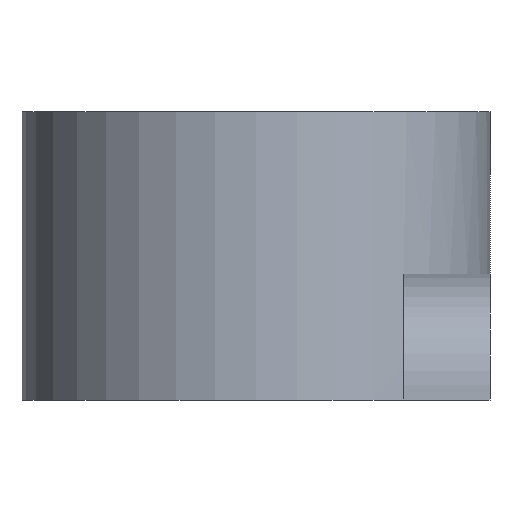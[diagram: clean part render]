
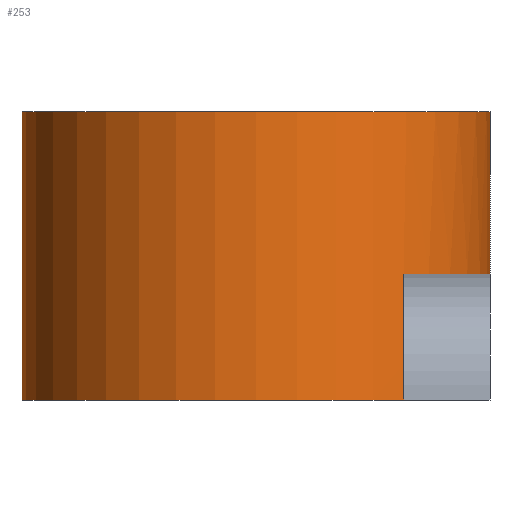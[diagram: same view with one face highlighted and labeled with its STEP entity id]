
A CAD part, front view. The second image highlights one B-rep face of the part: STEP entity #253.
In plain terms, the highlighted cylindrical face has radius 65 mm (diameter 130 mm), a full revolution.
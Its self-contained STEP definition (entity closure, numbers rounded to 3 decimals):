
#15=FACE_BOUND('',#58,.T.);
#17=CYLINDRICAL_SURFACE('',#288,65.);
#18=CIRCLE('',#285,65.);
#19=CIRCLE('',#287,65.);
#20=CIRCLE('',#289,65.);
#21=CIRCLE('',#290,65.);
#22=CIRCLE('',#291,65.);
#23=CIRCLE('',#292,65.);
#42=FACE_OUTER_BOUND('',#57,.T.);
#57=EDGE_LOOP('',(#211,#212,#213,#214,#215,#216));
#58=EDGE_LOOP('',(#217,#218,#219,#220));
#78=LINE('',#521,#101);
#83=LINE('',#530,#106);
#84=LINE('',#541,#107);
#101=VECTOR('',#325,10.);
#106=VECTOR('',#334,10.);
#107=VECTOR('',#349,65.);
#117=VERTEX_POINT('',#393);
#121=VERTEX_POINT('',#479);
#124=VERTEX_POINT('',#526);
#125=VERTEX_POINT('',#528);
#126=VERTEX_POINT('',#536);
#127=VERTEX_POINT('',#537);
#128=VERTEX_POINT('',#540);
#129=VERTEX_POINT('',#542);
#150=EDGE_CURVE('',#121,#117,#78,.T.);
#155=EDGE_CURVE('',#125,#124,#83,.T.);
#156=EDGE_CURVE('',#125,#121,#18,.T.);
#157=EDGE_CURVE('',#117,#124,#19,.T.);
#158=EDGE_CURVE('',#126,#127,#20,.T.);
#159=EDGE_CURVE('',#127,#126,#21,.T.);
#160=EDGE_CURVE('',#127,#128,#84,.T.);
#161=EDGE_CURVE('',#128,#129,#22,.T.);
#162=EDGE_CURVE('',#129,#128,#23,.T.);
#211=ORIENTED_EDGE('',*,*,#158,.F.);
#212=ORIENTED_EDGE('',*,*,#159,.F.);
#213=ORIENTED_EDGE('',*,*,#160,.T.);
#214=ORIENTED_EDGE('',*,*,#161,.T.);
#215=ORIENTED_EDGE('',*,*,#162,.T.);
#216=ORIENTED_EDGE('',*,*,#160,.F.);
#217=ORIENTED_EDGE('',*,*,#150,.T.);
#218=ORIENTED_EDGE('',*,*,#157,.T.);
#219=ORIENTED_EDGE('',*,*,#155,.F.);
#220=ORIENTED_EDGE('',*,*,#156,.T.);
#253=ADVANCED_FACE('',(#42,#15),#17,.T.);
#285=AXIS2_PLACEMENT_3D('',#532,#337,#338);
#287=AXIS2_PLACEMENT_3D('',#534,#341,#342);
#288=AXIS2_PLACEMENT_3D('',#535,#343,#344);
#289=AXIS2_PLACEMENT_3D('',#538,#345,#346);
#290=AXIS2_PLACEMENT_3D('',#539,#347,#348);
#291=AXIS2_PLACEMENT_3D('',#543,#350,#351);
#292=AXIS2_PLACEMENT_3D('',#544,#352,#353);
#325=DIRECTION('',(0.,0.,1.));
#334=DIRECTION('',(0.,0.,1.));
#337=DIRECTION('center_axis',(0.,0.,-1.));
#338=DIRECTION('ref_axis',(1.,0.,0.));
#341=DIRECTION('center_axis',(0.,0.,1.));
#342=DIRECTION('ref_axis',(1.,0.,0.));
#343=DIRECTION('center_axis',(0.,0.,1.));
#344=DIRECTION('ref_axis',(1.,0.,0.));
#345=DIRECTION('center_axis',(0.,0.,1.));
#346=DIRECTION('ref_axis',(1.,0.,0.));
#347=DIRECTION('center_axis',(0.,0.,1.));
#348=DIRECTION('ref_axis',(1.,0.,0.));
#349=DIRECTION('',(0.,0.,-1.));
#350=DIRECTION('center_axis',(0.,0.,1.));
#351=DIRECTION('ref_axis',(1.,0.,0.));
#352=DIRECTION('center_axis',(0.,0.,1.));
#353=DIRECTION('ref_axis',(1.,0.,0.));
#393=CARTESIAN_POINT('',(41.,-50.438,35.));
#479=CARTESIAN_POINT('',(41.,-50.438,10.));
#521=CARTESIAN_POINT('',(41.,-50.438,0.));
#526=CARTESIAN_POINT('',(65.,0.,35.));
#528=CARTESIAN_POINT('',(65.,0.,10.));
#530=CARTESIAN_POINT('',(65.,0.,0.));
#532=CARTESIAN_POINT('Origin',(0.,0.,10.));
#534=CARTESIAN_POINT('Origin',(0.,0.,35.));
#535=CARTESIAN_POINT('Origin',(0.,0.,0.));
#536=CARTESIAN_POINT('',(65.,0.,80.));
#537=CARTESIAN_POINT('',(-65.,0.,80.));
#538=CARTESIAN_POINT('Origin',(0.,0.,80.));
#539=CARTESIAN_POINT('Origin',(0.,0.,80.));
#540=CARTESIAN_POINT('',(-65.,0.,0.));
#541=CARTESIAN_POINT('',(-65.,0.,0.));
#542=CARTESIAN_POINT('',(65.,0.,0.));
#543=CARTESIAN_POINT('Origin',(0.,0.,0.));
#544=CARTESIAN_POINT('Origin',(0.,0.,0.));
